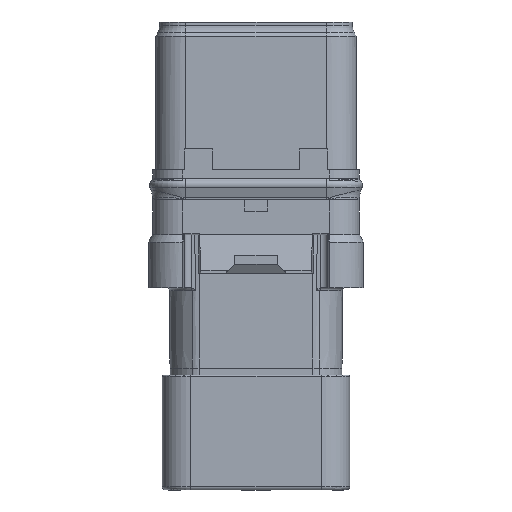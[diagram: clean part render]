
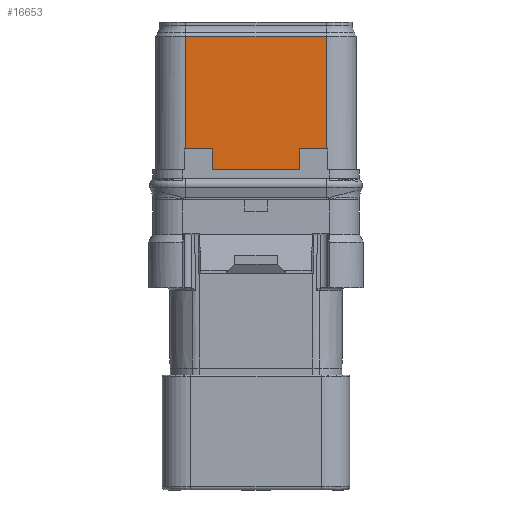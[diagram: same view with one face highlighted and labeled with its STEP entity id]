
A CAD part, front view. The second image highlights one B-rep face of the part: STEP entity #16653.
In plain terms, the highlighted planar face has unit normal (0, -1, 0).
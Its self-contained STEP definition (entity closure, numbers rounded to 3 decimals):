
#3094=DIRECTION('',(1.,0.,0.));
#3095=VECTOR('',#3094,9.8);
#3096=CARTESIAN_POINT('',(-4.9,-6.,9.3));
#3097=LINE('',#3096,#3095);
#3098=DIRECTION('',(-1.,0.,0.));
#3099=VECTOR('',#3098,1.85);
#3100=CARTESIAN_POINT('',(4.9,-6.,1.45));
#3101=LINE('',#3100,#3099);
#3102=DIRECTION('',(0.,0.,1.));
#3103=VECTOR('',#3102,1.45);
#3104=CARTESIAN_POINT('',(3.05,-6.,0.));
#3105=LINE('',#3104,#3103);
#3106=DIRECTION('',(0.,0.,1.));
#3107=VECTOR('',#3106,1.45);
#3108=CARTESIAN_POINT('',(-3.05,-6.,0.));
#3109=LINE('',#3108,#3107);
#3110=DIRECTION('',(1.,0.,0.));
#3111=VECTOR('',#3110,1.85);
#3112=CARTESIAN_POINT('',(-4.9,-6.,1.45));
#3113=LINE('',#3112,#3111);
#3114=DIRECTION('',(0.,0.,1.));
#3115=VECTOR('',#3114,7.85);
#3116=CARTESIAN_POINT('',(-4.9,-6.,1.45));
#3117=LINE('',#3116,#3115);
#3132=DIRECTION('',(0.,0.,1.));
#3133=VECTOR('',#3132,7.85);
#3134=CARTESIAN_POINT('',(4.9,-6.,1.45));
#3135=LINE('',#3134,#3133);
#6341=DIRECTION('',(1.,0.,0.));
#6342=VECTOR('',#6341,6.1);
#6343=CARTESIAN_POINT('',(-3.05,-6.,0.));
#6344=LINE('',#6343,#6342);
#10888=CARTESIAN_POINT('',(3.05,-6.,0.));
#10890=VERTEX_POINT('',#10888);
#10891=CARTESIAN_POINT('',(4.9,-6.,1.45));
#10892=CARTESIAN_POINT('',(3.05,-6.,1.45));
#10893=VERTEX_POINT('',#10891);
#10894=VERTEX_POINT('',#10892);
#11037=CARTESIAN_POINT('',(-4.9,-6.,9.3));
#11038=VERTEX_POINT('',#11037);
#11039=CARTESIAN_POINT('',(4.9,-6.,9.3));
#11040=VERTEX_POINT('',#11039);
#11126=CARTESIAN_POINT('',(-3.05,-6.,0.));
#11128=VERTEX_POINT('',#11126);
#11134=CARTESIAN_POINT('',(-4.9,-6.,1.45));
#11136=VERTEX_POINT('',#11134);
#11137=CARTESIAN_POINT('',(-3.05,-6.,1.45));
#11138=VERTEX_POINT('',#11137);
#16632=CARTESIAN_POINT('',(0.,-6.,5.885));
#16633=DIRECTION('',(0.,-1.,0.));
#16634=DIRECTION('',(1.,0.,0.));
#16635=AXIS2_PLACEMENT_3D('',#16632,#16633,#16634);
#16636=PLANE('',#16635);
#16637=ORIENTED_EDGE('',*,*,#16623,.T.);
#16639=ORIENTED_EDGE('',*,*,#16638,.F.);
#16641=ORIENTED_EDGE('',*,*,#16640,.T.);
#16643=ORIENTED_EDGE('',*,*,#16642,.F.);
#16645=ORIENTED_EDGE('',*,*,#16644,.F.);
#16647=ORIENTED_EDGE('',*,*,#16646,.T.);
#16649=ORIENTED_EDGE('',*,*,#16648,.F.);
#16650=ORIENTED_EDGE('',*,*,#16593,.T.);
#16651=EDGE_LOOP('',(#16637,#16639,#16641,#16643,#16645,#16647,#16649,#16650));
#16652=FACE_OUTER_BOUND('',#16651,.F.);
#16653=ADVANCED_FACE('',(#16652),#16636,.T.);
#16593=EDGE_CURVE('',#11136,#11038,#3117,.T.);
#16623=EDGE_CURVE('',#11038,#11040,#3097,.T.);
#16638=EDGE_CURVE('',#10893,#11040,#3135,.T.);
#16640=EDGE_CURVE('',#10893,#10894,#3101,.T.);
#16642=EDGE_CURVE('',#10890,#10894,#3105,.T.);
#16644=EDGE_CURVE('',#11128,#10890,#6344,.T.);
#16646=EDGE_CURVE('',#11128,#11138,#3109,.T.);
#16648=EDGE_CURVE('',#11136,#11138,#3113,.T.);
